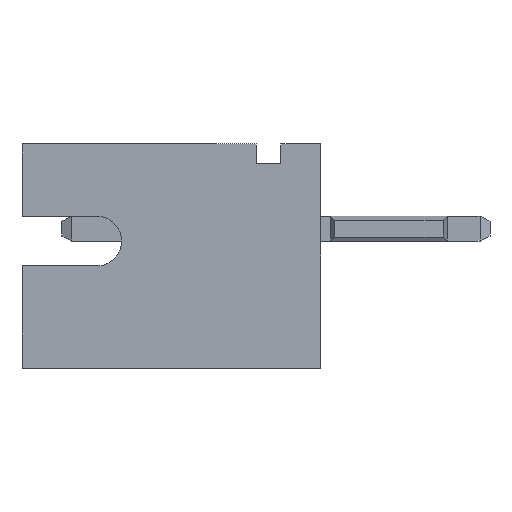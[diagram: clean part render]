
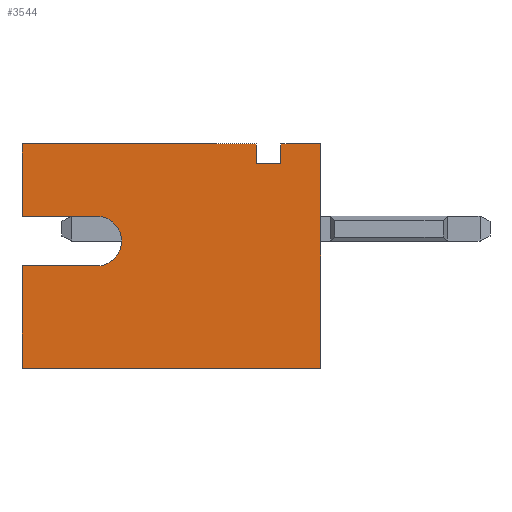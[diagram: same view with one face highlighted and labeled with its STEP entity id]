
A CAD part, left-side view. The second image highlights one B-rep face of the part: STEP entity #3544.
In plain terms, the highlighted planar face has unit normal (-1, 0, 0).
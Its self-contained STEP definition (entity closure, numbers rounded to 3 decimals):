
#28 = AXIS2_PLACEMENT_3D ( 'NONE', #1429, #999, #4732 ) ;
#40 = CARTESIAN_POINT ( 'NONE',  ( -2.95, -2.2, 2.25 ) ) ;
#165 = CARTESIAN_POINT ( 'NONE',  ( -2.95, 3., 0.8 ) ) ;
#245 = VECTOR ( 'NONE', #2731, 1000. ) ;
#357 = VECTOR ( 'NONE', #3129, 1000. ) ;
#425 = CARTESIAN_POINT ( 'NONE',  ( -2.95, -1.7, 2.25 ) ) ;
#481 = ORIENTED_EDGE ( 'NONE', *, *, #3169, .T. ) ;
#547 = DIRECTION ( 'NONE',  ( 0., 0., 1. ) ) ;
#676 = VECTOR ( 'NONE', #1878, 1000. ) ;
#710 = VERTEX_POINT ( 'NONE', #1451 ) ;
#727 = CARTESIAN_POINT ( 'NONE',  ( -2.95, -2.2, 1.85 ) ) ;
#731 = VECTOR ( 'NONE', #2456, 1000. ) ;
#789 = FACE_OUTER_BOUND ( 'NONE', #1826, .T. ) ;
#981 = CARTESIAN_POINT ( 'NONE',  ( -2.95, 3., 2.25 ) ) ;
#999 = DIRECTION ( 'NONE',  ( 1., 0., 0. ) ) ;
#1033 = DIRECTION ( 'NONE',  ( 0., -1., 0. ) ) ;
#1132 = DIRECTION ( 'NONE',  ( 1., 0., 0. ) ) ;
#1168 = LINE ( 'NONE', #3112, #676 ) ;
#1411 = CARTESIAN_POINT ( 'NONE',  ( -2.95, 3., 2.25 ) ) ;
#1429 = CARTESIAN_POINT ( 'NONE',  ( -2.95, 3., 2.25 ) ) ;
#1451 = CARTESIAN_POINT ( 'NONE',  ( -2.95, -1.7, 1.85 ) ) ;
#1528 = CARTESIAN_POINT ( 'NONE',  ( -2.95, 3., 2.25 ) ) ;
#1554 = LINE ( 'NONE', #1814, #4693 ) ;
#1625 = EDGE_CURVE ( 'NONE', #4997, #2035, #1818, .T. ) ;
#1693 = EDGE_CURVE ( 'NONE', #3003, #2156, #4771, .T. ) ;
#1778 = DIRECTION ( 'NONE',  ( 0., -1., 0. ) ) ;
#1792 = CARTESIAN_POINT ( 'NONE',  ( -2.95, 1.5, 0.8 ) ) ;
#1810 = VERTEX_POINT ( 'NONE', #425 ) ;
#1814 = CARTESIAN_POINT ( 'NONE',  ( -2.95, -2.2, 1.85 ) ) ;
#1818 = CIRCLE ( 'NONE', #3254, 0.5 ) ;
#1826 = EDGE_LOOP ( 'NONE', ( #481, #5208, #2017, #4883, #3262, #5131, #2427, #5095, #3680, #4251, #3871, #3678 ) ) ;
#1878 = DIRECTION ( 'NONE',  ( 0., 0., 1. ) ) ;
#2017 = ORIENTED_EDGE ( 'NONE', *, *, #3376, .T. ) ;
#2035 = VERTEX_POINT ( 'NONE', #3761 ) ;
#2038 = VERTEX_POINT ( 'NONE', #3790 ) ;
#2056 = LINE ( 'NONE', #1411, #2910 ) ;
#2156 = VERTEX_POINT ( 'NONE', #3469 ) ;
#2179 = VERTEX_POINT ( 'NONE', #4230 ) ;
#2219 = EDGE_CURVE ( 'NONE', #710, #3582, #1554, .T. ) ;
#2263 = VERTEX_POINT ( 'NONE', #2374 ) ;
#2266 = CARTESIAN_POINT ( 'NONE',  ( -2.95, 3., -2.25 ) ) ;
#2310 = VECTOR ( 'NONE', #2465, 1000. ) ;
#2374 = CARTESIAN_POINT ( 'NONE',  ( -2.95, -3., -2.25 ) ) ;
#2427 = ORIENTED_EDGE ( 'NONE', *, *, #1693, .F. ) ;
#2455 = LINE ( 'NONE', #3352, #731 ) ;
#2456 = DIRECTION ( 'NONE',  ( 0., 0., 1. ) ) ;
#2465 = DIRECTION ( 'NONE',  ( 0., 0., 1. ) ) ;
#2476 = VERTEX_POINT ( 'NONE', #4118 ) ;
#2638 = EDGE_CURVE ( 'NONE', #2476, #2263, #5315, .T. ) ;
#2665 = LINE ( 'NONE', #5206, #357 ) ;
#2731 = DIRECTION ( 'NONE',  ( 0., -1., 0. ) ) ;
#2771 = LINE ( 'NONE', #2890, #2310 ) ;
#2890 = CARTESIAN_POINT ( 'NONE',  ( -2.95, -2.2, 1.85 ) ) ;
#2910 = VECTOR ( 'NONE', #4772, 1000. ) ;
#2973 = VECTOR ( 'NONE', #3886, 1000. ) ;
#3003 = VERTEX_POINT ( 'NONE', #40 ) ;
#3112 = CARTESIAN_POINT ( 'NONE',  ( -2.95, -1.7, 1.85 ) ) ;
#3129 = DIRECTION ( 'NONE',  ( 0., 1., 0. ) ) ;
#3169 = EDGE_CURVE ( 'NONE', #2038, #4997, #5301, .T. ) ;
#3254 = AXIS2_PLACEMENT_3D ( 'NONE', #4043, #1132, #3564 ) ;
#3262 = ORIENTED_EDGE ( 'NONE', *, *, #2638, .T. ) ;
#3322 = VERTEX_POINT ( 'NONE', #3557 ) ;
#3352 = CARTESIAN_POINT ( 'NONE',  ( -2.95, 3., 2.25 ) ) ;
#3376 = EDGE_CURVE ( 'NONE', #2035, #2179, #2665, .T. ) ;
#3434 = EDGE_CURVE ( 'NONE', #710, #1810, #1168, .T. ) ;
#3469 = CARTESIAN_POINT ( 'NONE',  ( -2.95, -3., 2.25 ) ) ;
#3480 = PLANE ( 'NONE',  #28 ) ;
#3544 = ADVANCED_FACE ( 'NONE', ( #789 ), #3480, .F. ) ;
#3556 = EDGE_CURVE ( 'NONE', #2038, #3322, #2056, .T. ) ;
#3557 = CARTESIAN_POINT ( 'NONE',  ( -2.95, 3., 2.25 ) ) ;
#3564 = DIRECTION ( 'NONE',  ( 0., 0., -1. ) ) ;
#3582 = VERTEX_POINT ( 'NONE', #727 ) ;
#3678 = ORIENTED_EDGE ( 'NONE', *, *, #3556, .F. ) ;
#3680 = ORIENTED_EDGE ( 'NONE', *, *, #2219, .F. ) ;
#3761 = CARTESIAN_POINT ( 'NONE',  ( -2.95, 1.5, -0.2 ) ) ;
#3790 = CARTESIAN_POINT ( 'NONE',  ( -2.95, 3., 0.8 ) ) ;
#3871 = ORIENTED_EDGE ( 'NONE', *, *, #4985, .F. ) ;
#3886 = DIRECTION ( 'NONE',  ( 0., -1., 0. ) ) ;
#3925 = EDGE_CURVE ( 'NONE', #2476, #2179, #2455, .T. ) ;
#4005 = VECTOR ( 'NONE', #547, 1000. ) ;
#4043 = CARTESIAN_POINT ( 'NONE',  ( -2.95, 1.5, 0.3 ) ) ;
#4118 = CARTESIAN_POINT ( 'NONE',  ( -2.95, 3., -2.25 ) ) ;
#4230 = CARTESIAN_POINT ( 'NONE',  ( -2.95, 3., -0.2 ) ) ;
#4237 = DIRECTION ( 'NONE',  ( 0., -1., 0. ) ) ;
#4251 = ORIENTED_EDGE ( 'NONE', *, *, #3434, .T. ) ;
#4454 = EDGE_CURVE ( 'NONE', #2263, #2156, #5126, .T. ) ;
#4539 = LINE ( 'NONE', #981, #2973 ) ;
#4610 = VECTOR ( 'NONE', #1033, 1000. ) ;
#4666 = EDGE_CURVE ( 'NONE', #3582, #3003, #2771, .T. ) ;
#4693 = VECTOR ( 'NONE', #1778, 1000. ) ;
#4732 = DIRECTION ( 'NONE',  ( 0., 0., -1. ) ) ;
#4771 = LINE ( 'NONE', #1528, #245 ) ;
#4772 = DIRECTION ( 'NONE',  ( 0., 0., 1. ) ) ;
#4883 = ORIENTED_EDGE ( 'NONE', *, *, #3925, .F. ) ;
#4985 = EDGE_CURVE ( 'NONE', #3322, #1810, #4539, .T. ) ;
#4997 = VERTEX_POINT ( 'NONE', #1792 ) ;
#5050 = VECTOR ( 'NONE', #4237, 1000. ) ;
#5095 = ORIENTED_EDGE ( 'NONE', *, *, #4666, .F. ) ;
#5104 = CARTESIAN_POINT ( 'NONE',  ( -2.95, -3., 2.25 ) ) ;
#5126 = LINE ( 'NONE', #5104, #4005 ) ;
#5131 = ORIENTED_EDGE ( 'NONE', *, *, #4454, .T. ) ;
#5206 = CARTESIAN_POINT ( 'NONE',  ( -2.95, 3., -0.2 ) ) ;
#5208 = ORIENTED_EDGE ( 'NONE', *, *, #1625, .T. ) ;
#5301 = LINE ( 'NONE', #165, #5050 ) ;
#5315 = LINE ( 'NONE', #2266, #4610 ) ;
